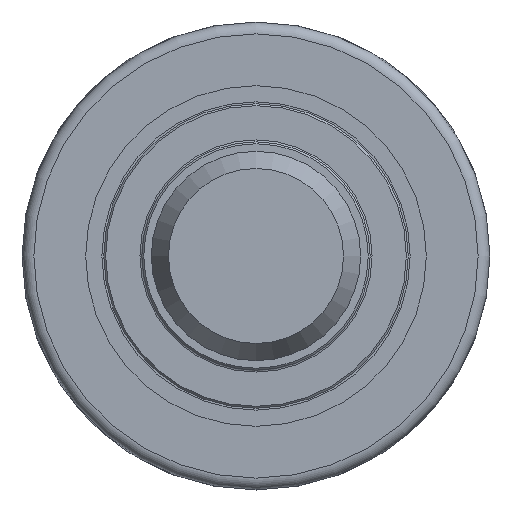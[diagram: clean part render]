
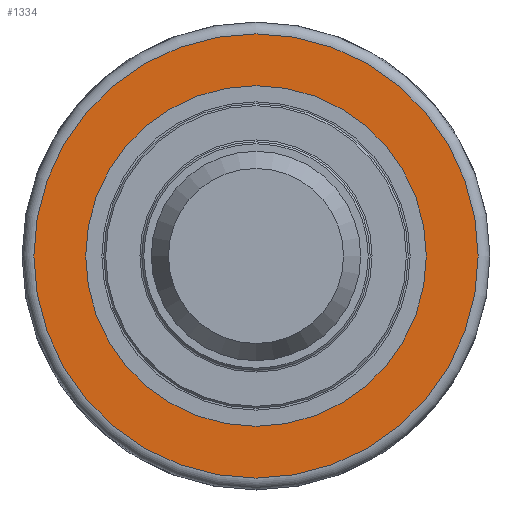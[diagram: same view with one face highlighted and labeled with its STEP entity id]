
A CAD part, left-side view. The second image highlights one B-rep face of the part: STEP entity #1334.
In plain terms, the highlighted planar face has unit normal (-1, 0, 0).
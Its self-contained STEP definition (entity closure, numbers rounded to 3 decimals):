
#198=FACE_BOUND('',#346,.T.);
#219=PLANE('',#1473);
#266=FACE_OUTER_BOUND('',#345,.T.);
#345=EDGE_LOOP('',(#949,#950));
#346=EDGE_LOOP('',(#951,#952));
#444=CIRCLE('',#1451,44.75);
#445=CIRCLE('',#1452,44.75);
#460=CIRCLE('',#1471,58.38);
#461=CIRCLE('',#1472,58.38);
#553=VERTEX_POINT('',#2099);
#554=VERTEX_POINT('',#2100);
#566=VERTEX_POINT('',#2160);
#567=VERTEX_POINT('',#2162);
#699=EDGE_CURVE('',#553,#554,#444,.T.);
#700=EDGE_CURVE('',#554,#553,#445,.T.);
#717=EDGE_CURVE('',#566,#567,#460,.T.);
#718=EDGE_CURVE('',#567,#566,#461,.T.);
#949=ORIENTED_EDGE('',*,*,#718,.F.);
#950=ORIENTED_EDGE('',*,*,#717,.F.);
#951=ORIENTED_EDGE('',*,*,#700,.T.);
#952=ORIENTED_EDGE('',*,*,#699,.T.);
#1334=ADVANCED_FACE('',(#266,#198),#219,.T.);
#1451=AXIS2_PLACEMENT_3D('',#2101,#1680,#1681);
#1452=AXIS2_PLACEMENT_3D('',#2102,#1682,#1683);
#1471=AXIS2_PLACEMENT_3D('',#2163,#1722,#1723);
#1472=AXIS2_PLACEMENT_3D('',#2164,#1724,#1725);
#1473=AXIS2_PLACEMENT_3D('',#2165,#1726,#1727);
#1680=DIRECTION('center_axis',(1.,0.,0.));
#1681=DIRECTION('ref_axis',(0.,-1.,0.));
#1682=DIRECTION('center_axis',(1.,0.,0.));
#1683=DIRECTION('ref_axis',(0.,-1.,0.));
#1722=DIRECTION('center_axis',(1.,0.,0.));
#1723=DIRECTION('ref_axis',(0.,1.,0.));
#1724=DIRECTION('center_axis',(1.,0.,0.));
#1725=DIRECTION('ref_axis',(0.,1.,0.));
#1726=DIRECTION('center_axis',(-1.,0.,0.));
#1727=DIRECTION('ref_axis',(0.,0.,
-1.));
#2099=CARTESIAN_POINT('',(30.1,44.75,0.));
#2100=CARTESIAN_POINT('',(30.1,-44.75,0.));
#2101=CARTESIAN_POINT('Origin',(30.1,0.,0.));
#2102=CARTESIAN_POINT('Origin',(30.1,0.,0.));
#2160=CARTESIAN_POINT('',(30.1,0.,-58.38));
#2162=CARTESIAN_POINT('',(30.1,-58.38,0.));
#2163=CARTESIAN_POINT('Origin',(30.1,0.,0.));
#2164=CARTESIAN_POINT('Origin',(30.1,0.,0.));
#2165=CARTESIAN_POINT('Origin',(30.1,-53.039,0.));
